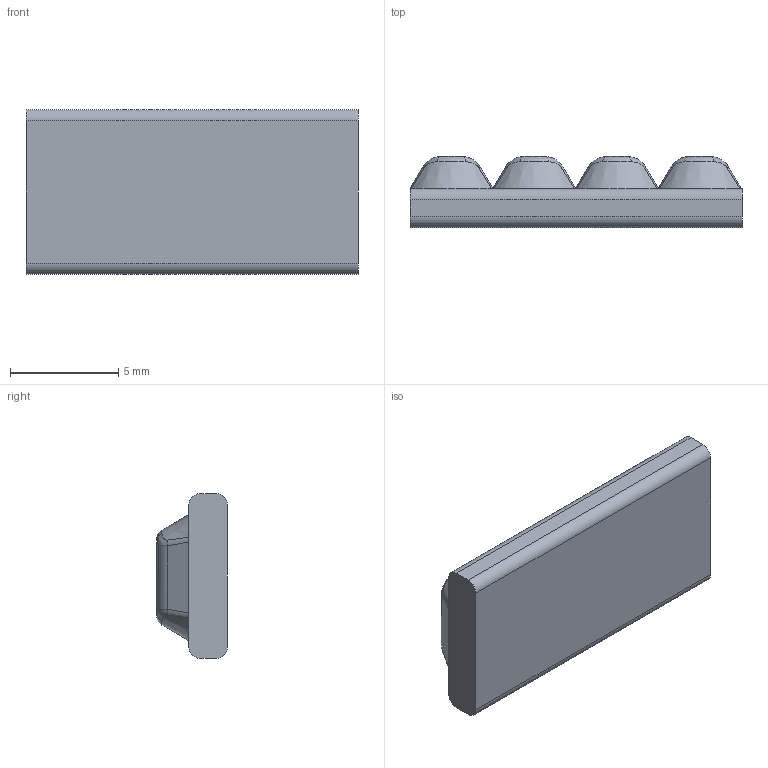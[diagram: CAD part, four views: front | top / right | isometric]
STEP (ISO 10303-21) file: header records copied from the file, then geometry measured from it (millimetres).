
FILE_DESCRIPTION(/* description */ (''),/* implementation_level */ '2;1');
FILE_NAME(/* name */ 'qdsp v3.step',/* time_stamp */ '2018-11-02T19:04:11-07:00',/* author */ (''),/* organization */ (''),/* preprocessor_version */ 'ST-DEVELOPER v17',/* originating_system */ 'Autodesk Translation Framework v7.1.0.215',/* authorisation */ '');
FILE_SCHEMA (('AUTOMOTIVE_DESIGN { 1 0 10303 214 3 1 1 }'));
Length unit declared in the file: millimetre
Products named in the file (1): qdsp
Bounding box: 15.37 x 3.28 x 7.62 mm (x, y, z)
Volume: 285 mm3; surface area: 521 mm2
Topology: 9 solids, 9 shells, 138 faces, 328 edges, 208 vertices
Faces by surface type: plane 78, bspline 32, cylinder 12, torus 8, cone 8
Entity records: 4831 total; most frequent: CARTESIAN_POINT 1771, ORIENTED_EDGE 656, DIRECTION 526, EDGE_CURVE 328, VERTEX_POINT 208, LINE 184, VECTOR 184, AXIS2_PLACEMENT_3D 171
